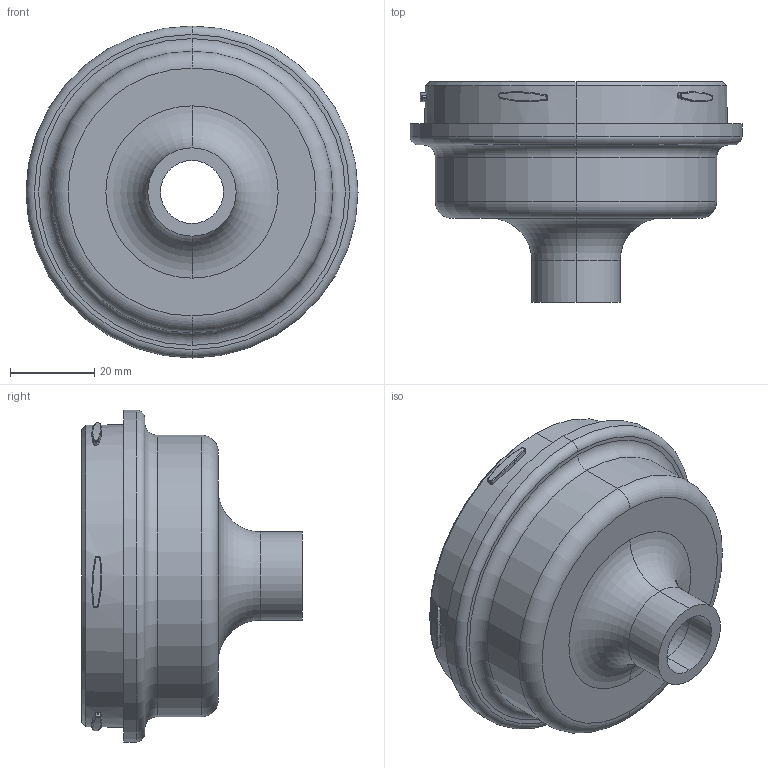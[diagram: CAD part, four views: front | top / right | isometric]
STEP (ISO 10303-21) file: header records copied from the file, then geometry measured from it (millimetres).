
FILE_DESCRIPTION (( 'STEP AP203' ), '1' );
FILE_NAME ('bottom_fliter_box v3.STEP', '2020-03-27T13:54:02', ( '' ), ( '' ), 'SwSTEP 2.0', 'SolidWorks 2014', '' );
FILE_SCHEMA (( 'CONFIG_CONTROL_DESIGN' ));
Length unit declared in the file: millimetre
Products named in the file (1): bottom_fliter_box v3
Bounding box: 79 x 52.5 x 79 mm (x, y, z)
Volume: 35688.4 mm3; surface area: 23326.8 mm2
Topology: 1 solids, 1 shells, 202 faces, 474 edges, 284 vertices
Faces by surface type: bspline 155, plane 17, torus 12, cylinder 10, cone 8
Entity records: 7797 total; most frequent: CARTESIAN_POINT 4236, ORIENTED_EDGE 948, EDGE_CURVE 474, DIRECTION 386, B_SPLINE_CURVE_WITH_KNOTS 320, VERTEX_POINT 284, EDGE_LOOP 214, ADVANCED_FACE 202
